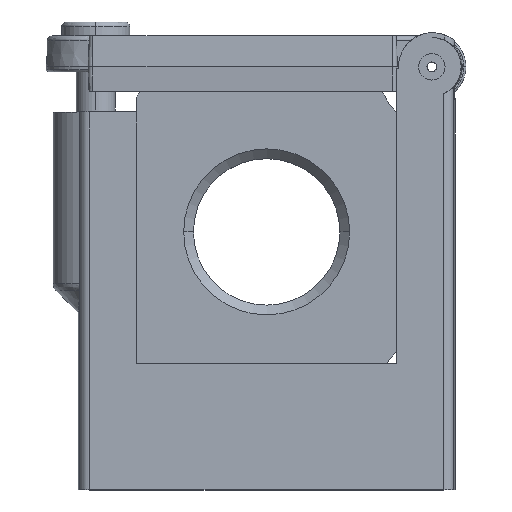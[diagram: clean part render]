
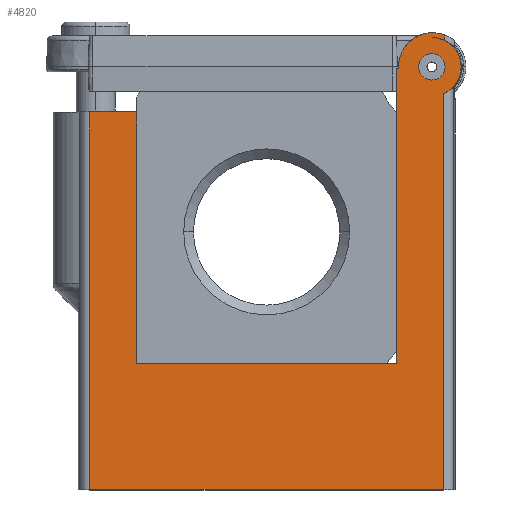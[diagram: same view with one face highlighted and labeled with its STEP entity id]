
A CAD part, top view. The second image highlights one B-rep face of the part: STEP entity #4820.
In plain terms, the highlighted planar face has unit normal (0, 0, 1).
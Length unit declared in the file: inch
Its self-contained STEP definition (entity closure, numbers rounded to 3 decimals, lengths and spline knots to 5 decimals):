
#37 = CARTESIAN_POINT ( 'NONE',  ( 0.61299, 1.70551, 0.23819 ) ) ;
#38 = CARTESIAN_POINT ( 'NONE',  ( 0.66614, 1.70551, 0.23819 ) ) ;
#291 = AXIS2_PLACEMENT_3D ( 'NONE', #3873, #6413, #5770 ) ;
#298 = VERTEX_POINT ( 'NONE', #37 ) ;
#322 = VECTOR ( 'NONE', #7342, 39.37008 ) ;
#350 = VERTEX_POINT ( 'NONE', #5213 ) ;
#517 = EDGE_CURVE ( 'NONE', #701, #6984, #2739, .T. ) ;
#598 = EDGE_CURVE ( 'NONE', #298, #2896, #8181, .T. ) ;
#701 = VERTEX_POINT ( 'NONE', #6297 ) ;
#772 = LINE ( 'NONE', #1349, #3383 ) ;
#983 = CARTESIAN_POINT ( 'NONE',  ( 0.52283, 1.69882, 0.23819 ) ) ;
#1088 = ORIENTED_EDGE ( 'NONE', *, *, #6062, .T. ) ;
#1218 = CARTESIAN_POINT ( 'NONE',  ( -0.71351, 1.52362, 0.23819 ) ) ;
#1259 = CIRCLE ( 'NONE', #4704, 0.11811 ) ;
#1280 = DIRECTION ( 'NONE',  ( 0., 0., 1. ) ) ;
#1329 = CARTESIAN_POINT ( 'NONE',  ( -0.71351, 1.69882, 0.23819 ) ) ;
#1338 = PLANE ( 'NONE',  #291 ) ;
#1349 = CARTESIAN_POINT ( 'NONE',  ( -0.71351, 1.69882, 0.23819 ) ) ;
#1602 = CARTESIAN_POINT ( 'NONE',  ( 0.71811, 1.83437, 0.23819 ) ) ;
#1624 = CIRCLE ( 'NONE', #6017, 0.11811 ) ;
#1653 = CARTESIAN_POINT ( 'NONE',  ( 0.71811, 1.90236, 0.23819 ) ) ;
#1698 = VERTEX_POINT ( 'NONE', #2352 ) ;
#1701 = VERTEX_POINT ( 'NONE', #7412 ) ;
#1768 = CARTESIAN_POINT ( 'NONE',  ( 0.71351, 0., 0.23819 ) ) ;
#1807 = DIRECTION ( 'NONE',  ( -1., 0., 0. ) ) ;
#1820 = CARTESIAN_POINT ( 'NONE',  ( 0.66614, 1.70551, 0.23819 ) ) ;
#1859 = DIRECTION ( 'NONE',  ( -1., 0., 0. ) ) ;
#1883 = DIRECTION ( 'NONE',  ( 0., 0., -1. ) ) ;
#1914 = CARTESIAN_POINT ( 'NONE',  ( -0.52283, 0.50787, 0.23819 ) ) ;
#1972 = DIRECTION ( 'NONE',  ( 0., -1., 0. ) ) ;
#1998 = ORIENTED_EDGE ( 'NONE', *, *, #598, .F. ) ;
#2151 = CARTESIAN_POINT ( 'NONE',  ( 0.71351, 1.69882, 0.23819 ) ) ;
#2166 = CARTESIAN_POINT ( 'NONE',  ( 0.66614, 1.70551, 0.23819 ) ) ;
#2185 = ORIENTED_EDGE ( 'NONE', *, *, #6426, .F. ) ;
#2198 = EDGE_CURVE ( 'NONE', #7639, #3948, #2772, .T. ) ;
#2320 = CARTESIAN_POINT ( 'NONE',  ( 0.71351, 1.59731, 0.23819 ) ) ;
#2352 = CARTESIAN_POINT ( 'NONE',  ( 0.71811, 1.81306, 0.23819 ) ) ;
#2433 = CARTESIAN_POINT ( 'NONE',  ( -0.52283, 1.69882, 0.23819 ) ) ;
#2616 = VERTEX_POINT ( 'NONE', #7773 ) ;
#2739 = CIRCLE ( 'NONE', #7638, 0.1378 ) ;
#2772 = LINE ( 'NONE', #2151, #4498 ) ;
#2896 = VERTEX_POINT ( 'NONE', #4491 ) ;
#3187 = LINE ( 'NONE', #2433, #4943 ) ;
#3205 = ORIENTED_EDGE ( 'NONE', *, *, #8055, .F. ) ;
#3336 = ORIENTED_EDGE ( 'NONE', *, *, #5758, .F. ) ;
#3383 = VECTOR ( 'NONE', #6333, 39.37008 ) ;
#3436 = CARTESIAN_POINT ( 'NONE',  ( -0.71351, 0.50787, 0.23819 ) ) ;
#3489 = ORIENTED_EDGE ( 'NONE', *, *, #7678, .F. ) ;
#3585 = VECTOR ( 'NONE', #5959, 39.37008 ) ;
#3669 = ORIENTED_EDGE ( 'NONE', *, *, #4574, .F. ) ;
#3864 = DIRECTION ( 'NONE',  ( 1., 0., 0. ) ) ;
#3873 = CARTESIAN_POINT ( 'NONE',  ( -0.71351, 1.69882, 0.23819 ) ) ;
#3911 = EDGE_CURVE ( 'NONE', #4778, #1701, #7869, .T. ) ;
#3922 = EDGE_CURVE ( 'NONE', #1701, #6362, #6003, .T. ) ;
#3948 = VERTEX_POINT ( 'NONE', #1768 ) ;
#4171 = AXIS2_PLACEMENT_3D ( 'NONE', #38, #1280, #1859 ) ;
#4491 = CARTESIAN_POINT ( 'NONE',  ( 0.71929, 1.70551, 0.23819 ) ) ;
#4498 = VECTOR ( 'NONE', #4689, 39.37008 ) ;
#4574 = EDGE_CURVE ( 'NONE', #7505, #2616, #4872, .T. ) ;
#4585 = CARTESIAN_POINT ( 'NONE',  ( 0.52283, 1.69882, 0.23819 ) ) ;
#4689 = DIRECTION ( 'NONE',  ( 0., -1., 0. ) ) ;
#4704 = AXIS2_PLACEMENT_3D ( 'NONE', #1820, #5633, #6977 ) ;
#4743 = DIRECTION ( 'NONE',  ( 0., 0., 1. ) ) ;
#4778 = VERTEX_POINT ( 'NONE', #1914 ) ;
#4820 = ADVANCED_FACE ( 'NONE', ( #7105, #7031 ), #1338, .F. ) ;
#4872 = LINE ( 'NONE', #1218, #6660 ) ;
#4943 = VECTOR ( 'NONE', #1972, 39.37008 ) ;
#5008 = CARTESIAN_POINT ( 'NONE',  ( -0.71351, 0., 0.23819 ) ) ;
#5125 = CARTESIAN_POINT ( 'NONE',  ( 0.66929, 1.70551, 0.23819 ) ) ;
#5198 = EDGE_CURVE ( 'NONE', #6362, #701, #7063, .T. ) ;
#5213 = CARTESIAN_POINT ( 'NONE',  ( -0.71351, 0., 0.23819 ) ) ;
#5240 = DIRECTION ( 'NONE',  ( -1., 0., 0. ) ) ;
#5369 = DIRECTION ( 'NONE',  ( 0., 0., -1. ) ) ;
#5410 = CARTESIAN_POINT ( 'NONE',  ( 0.66929, 1.70551, 0.23819 ) ) ;
#5413 = ORIENTED_EDGE ( 'NONE', *, *, #7758, .F. ) ;
#5485 = ORIENTED_EDGE ( 'NONE', *, *, #3911, .F. ) ;
#5633 = DIRECTION ( 'NONE',  ( 0., 0., -1. ) ) ;
#5758 = EDGE_CURVE ( 'NONE', #2616, #4778, #3187, .T. ) ;
#5769 = ORIENTED_EDGE ( 'NONE', *, *, #2198, .F. ) ;
#5770 = DIRECTION ( 'NONE',  ( -1., 0., 0. ) ) ;
#5959 = DIRECTION ( 'NONE',  ( 1., 0., 0. ) ) ;
#5989 = ORIENTED_EDGE ( 'NONE', *, *, #517, .F. ) ;
#6003 = LINE ( 'NONE', #983, #8091 ) ;
#6017 = AXIS2_PLACEMENT_3D ( 'NONE', #5410, #5369, #6124 ) ;
#6062 = EDGE_CURVE ( 'NONE', #6823, #1698, #1624, .T. ) ;
#6064 = ORIENTED_EDGE ( 'NONE', *, *, #5198, .F. ) ;
#6124 = DIRECTION ( 'NONE',  ( 1., 0., 0. ) ) ;
#6125 = VECTOR ( 'NONE', #3864, 39.37008 ) ;
#6234 = LINE ( 'NONE', #1653, #322 ) ;
#6297 = CARTESIAN_POINT ( 'NONE',  ( 0.53166, 1.69882, 0.23819 ) ) ;
#6333 = DIRECTION ( 'NONE',  ( 0., 1., 0. ) ) ;
#6362 = VERTEX_POINT ( 'NONE', #4585 ) ;
#6413 = DIRECTION ( 'NONE',  ( 0., 0., -1. ) ) ;
#6426 = EDGE_CURVE ( 'NONE', #6984, #1698, #6234, .T. ) ;
#6515 = CARTESIAN_POINT ( 'NONE',  ( 0.66772, 1.82361, 0.23819 ) ) ;
#6660 = VECTOR ( 'NONE', #8060, 39.37008 ) ;
#6701 = CIRCLE ( 'NONE', #4171, 0.05315 ) ;
#6823 = VERTEX_POINT ( 'NONE', #6515 ) ;
#6977 = DIRECTION ( 'NONE',  ( -1., 0., 0. ) ) ;
#6984 = VERTEX_POINT ( 'NONE', #1602 ) ;
#7031 = FACE_BOUND ( 'NONE', #7870, .T. ) ;
#7063 = LINE ( 'NONE', #1329, #6125 ) ;
#7105 = FACE_OUTER_BOUND ( 'NONE', #7864, .T. ) ;
#7161 = ORIENTED_EDGE ( 'NONE', *, *, #7963, .F. ) ;
#7342 = DIRECTION ( 'NONE',  ( 0., -1., 0. ) ) ;
#7409 = DIRECTION ( 'NONE',  ( 0., 1., 0. ) ) ;
#7412 = CARTESIAN_POINT ( 'NONE',  ( 0.52283, 0.50787, 0.23819 ) ) ;
#7505 = VERTEX_POINT ( 'NONE', #7551 ) ;
#7551 = CARTESIAN_POINT ( 'NONE',  ( -0.71351, 1.52362, 0.23819 ) ) ;
#7614 = VECTOR ( 'NONE', #1807, 39.37008 ) ;
#7638 = AXIS2_PLACEMENT_3D ( 'NONE', #5125, #1883, #7650 ) ;
#7639 = VERTEX_POINT ( 'NONE', #2320 ) ;
#7650 = DIRECTION ( 'NONE',  ( 1., 0., 0. ) ) ;
#7678 = EDGE_CURVE ( 'NONE', #6823, #7639, #1259, .T. ) ;
#7758 = EDGE_CURVE ( 'NONE', #2896, #298, #6701, .T. ) ;
#7772 = AXIS2_PLACEMENT_3D ( 'NONE', #2166, #4743, #5240 ) ;
#7773 = CARTESIAN_POINT ( 'NONE',  ( -0.52283, 1.52362, 0.23819 ) ) ;
#7864 = EDGE_LOOP ( 'NONE', ( #1088, #2185, #5989, #6064, #8007, #5485, #3336, #3669, #3205, #7161, #5769, #3489 ) ) ;
#7869 = LINE ( 'NONE', #3436, #3585 ) ;
#7870 = EDGE_LOOP ( 'NONE', ( #1998, #5413 ) ) ;
#7963 = EDGE_CURVE ( 'NONE', #3948, #350, #8071, .T. ) ;
#8007 = ORIENTED_EDGE ( 'NONE', *, *, #3922, .F. ) ;
#8055 = EDGE_CURVE ( 'NONE', #350, #7505, #772, .T. ) ;
#8060 = DIRECTION ( 'NONE',  ( 1., 0., 0. ) ) ;
#8071 = LINE ( 'NONE', #5008, #7614 ) ;
#8091 = VECTOR ( 'NONE', #7409, 39.37008 ) ;
#8181 = CIRCLE ( 'NONE', #7772, 0.05315 ) ;
